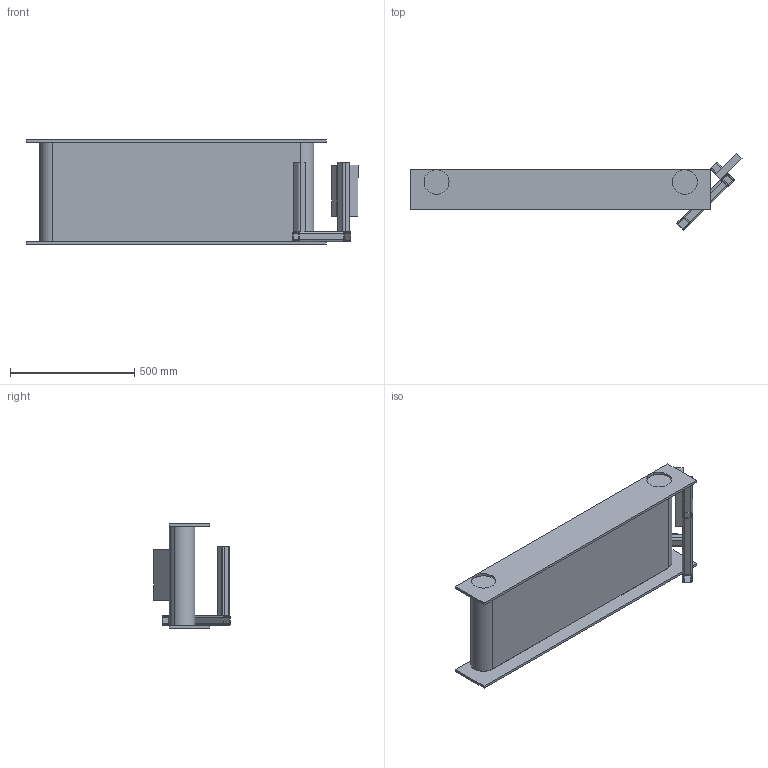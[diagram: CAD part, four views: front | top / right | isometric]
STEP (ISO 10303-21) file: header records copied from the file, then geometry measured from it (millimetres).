
FILE_DESCRIPTION (( 'STEP AP203' ), '1' );
FILE_NAME ('Thi?t b? d?m s? lu?ng dóng thùng _PLA-ATD-04.STEP', '2024-06-07T07:02:51', ( '' ), ( '' ), 'SwSTEP 2.0', 'SolidWorks 2021', '' );
FILE_SCHEMA (( 'CONFIG_CONTROL_DESIGN' ));
Length unit declared in the file: millimetre
Products named in the file (6): backlight; rulo; gá c?m bi?n d?m s? lu?ng_Default<As Machined>; part 2 b瘽; Thi?t b? d?m s? lu?ng dóng thùng _PLA-ATD-04; Belt1-3^Thi?t b? d?m s? lu?ng dóng thùng _PLA-ATD-04
Assembly tree (7 placements, depth 2):
  Thi?t b? d?m s? lu?ng dóng thùng _PLA-ATD-04
    part 2 b瘽  x2
    rulo  x2
    Belt1-3^Thi?t b? d?m s? lu?ng dóng thùng _PLA-ATD-04
    gá c?m bi?n d?m s? lu?ng_Default<As Machined>
    backlight
Bounding box: 1337.54 x 309.18 x 420 mm (x, y, z)
Volume: 12982696.2 mm3; surface area: 3255850.9 mm2
Topology: 10 solids, 10 shells, 118 faces, 294 edges, 196 vertices
Faces by surface type: plane 68, cylinder 50
Entity records: 3874 total; most frequent: DIRECTION 580, CARTESIAN_POINT 554, ORIENTED_EDGE 528, EDGE_CURVE 264, AXIS2_PLACEMENT_3D 202, VERTEX_POINT 176, VECTOR 176, LINE 176
